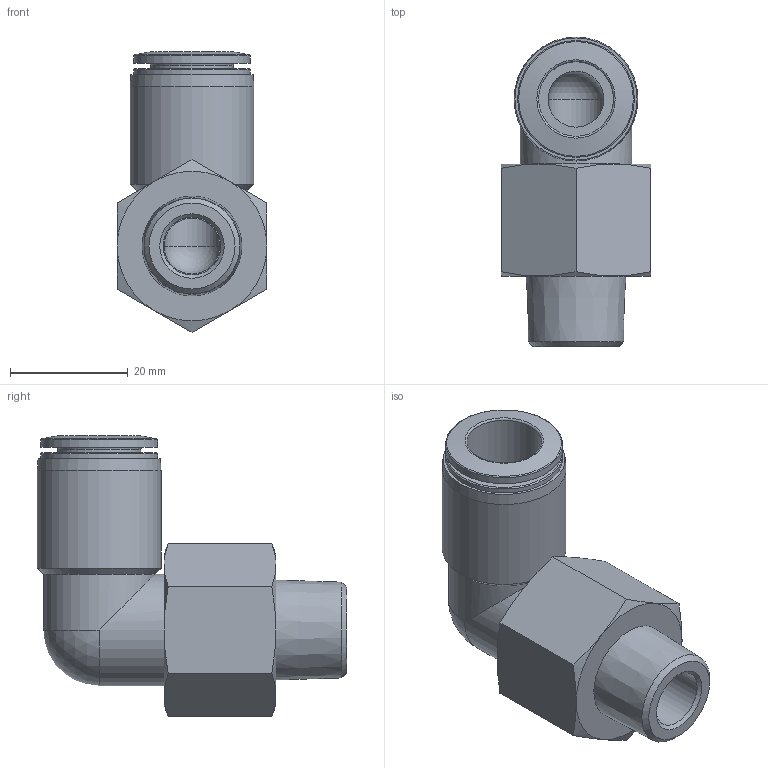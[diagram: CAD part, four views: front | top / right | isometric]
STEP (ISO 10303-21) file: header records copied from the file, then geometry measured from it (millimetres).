
FILE_DESCRIPTION(/* description */ ('STEP AP214'),/* implementation_level */ '2;1');
FILE_NAME(/* name */ '153973_QSRL-3_8-1_2-U',/* time_stamp */ '2024-09-14T15:33:28+02:00',/* author */ ('License CC BY-ND 4.0'),/* organization */ ('CADENAS'),/* preprocessor_version */ 'ST-DEVELOPER v19.3',/* originating_system */ 'PARTsolutions',/* authorisation */ ' ');
FILE_SCHEMA (('AUTOMOTIVE_DESIGN {1 0 10303 214 3 1 1}'));
Length unit declared in the file: millimetre
Products named in the file (1): 153973 QSRL-3/8-1/2-U
Bounding box: 25.4 x 52.5 x 47.66 mm (x, y, z)
Volume: 19767.6 mm3; surface area: 8639.7 mm2
Topology: 1 solids, 1 shells, 48 faces, 101 edges, 59 vertices
Faces by surface type: cone 19, plane 14, cylinder 10, torus 3, sphere 2
Full cylindrical faces by diameter (mm): 9.5 x2, 9.797 x1, 12.7 x1, 14.1 x1, 18.9 x2, 19.8 x2, 21 x1
Entity records: 1499 total; most frequent: CARTESIAN_POINT 248, DIRECTION 192, ORIENTED_EDGE 148, AXIS2_PLACEMENT_3D 93, EDGE_LOOP 75, FACE_BOUND 75, EDGE_CURVE 74, VERTEX_POINT 53
